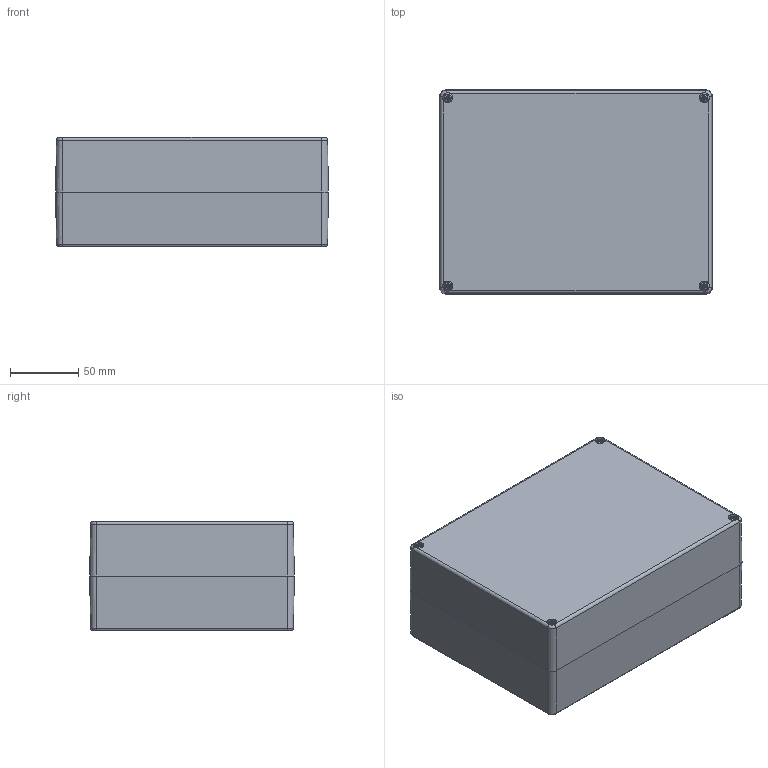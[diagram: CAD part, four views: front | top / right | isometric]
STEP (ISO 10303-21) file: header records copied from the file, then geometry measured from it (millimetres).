
FILE_DESCRIPTION((''),'2;1');
FILE_NAME('0402106400-MBT_201580-K_VE.stp','2015-12-22T14:49:15',('robin.rentz'),(''),'Autodesk Inventor 2012','Autodesk Inventor 2012','');
FILE_SCHEMA(('AUTOMOTIVE_DESIGN { 1 2 10303 214 0 1 1 1 }'));
Length unit declared in the file: millimetre
Products named in the file (6): 0402106400-MBT_201580-K_VE; 0401106202-UT_201540_VE; 0302106401-OT_201540-K_VE; xxx-O-Ring--OT--MBM-MBT_201540; 1990000007 M4 Gewindebuchse; 1990000276 Schraube BM4x12_6
Assembly tree (11 placements, depth 2):
  0402106400-MBT_201580-K_VE
    0401106202-UT_201540_VE
    0302106401-OT_201540-K_VE
    xxx-O-Ring--OT--MBM-MBT_201540
    1990000007 M4 Gewindebuchse  x4
    1990000276 Schraube BM4x12_6  x4
Bounding box: 200 x 150 x 80 mm (x, y, z)
Volume: 415211.9 mm3; surface area: 255788.9 mm2
Topology: 11 solids, 11 shells, 1733 faces, 4157 edges, 2494 vertices
Faces by surface type: plane 622, cylinder 448, cone 379, torus 228, bspline 52, sphere 4
Full cylindrical faces by diameter (mm): 3.242 x4, 3.3 x4, 4 x4, 4.4 x4, 4.5 x4, 4.8 x4, 5 x4, 5.1 x4, 6.8 x4, 7 x4, 7.4 x8
Entity records: 27242 total; most frequent: CARTESIAN_POINT 6293, DIRECTION 4660, ORIENTED_EDGE 4090, EDGE_CURVE 2045, AXIS2_PLACEMENT_3D 1934, VERTEX_POINT 1283, EDGE_LOOP 1096, CIRCLE 1017
